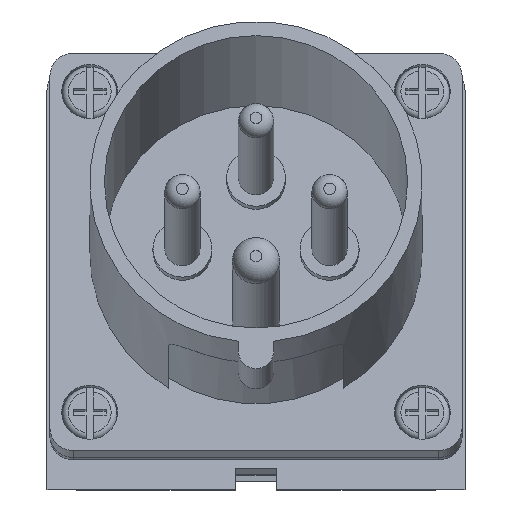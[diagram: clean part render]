
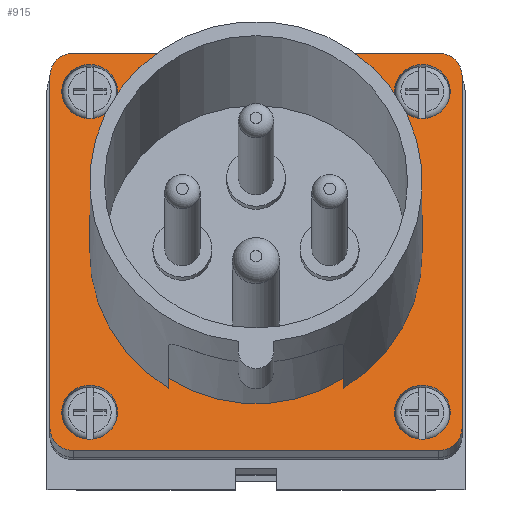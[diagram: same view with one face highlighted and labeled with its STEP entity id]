
A CAD part, top view. The second image highlights one B-rep face of the part: STEP entity #915.
In plain terms, the highlighted face is planar.
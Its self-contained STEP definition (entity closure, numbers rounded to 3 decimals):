
#18 = LINE ( 'NONE', #8381, #2625 ) ;
#120 = FACE_BOUND ( 'NONE', #3023, .T. ) ;
#312 = EDGE_CURVE ( 'NONE', #4070, #4070, #6764, .T. ) ;
#579 = DIRECTION ( 'NONE',  ( 0., 1., 0. ) ) ;
#589 = DIRECTION ( 'NONE',  ( 0., 0., -1. ) ) ;
#617 = AXIS2_PLACEMENT_3D ( 'NONE', #5133, #3511, #589 ) ;
#655 = AXIS2_PLACEMENT_3D ( 'NONE', #3503, #1884, #7835 ) ;
#741 = VERTEX_POINT ( 'NONE', #5790 ) ;
#825 = CARTESIAN_POINT ( 'NONE',  ( -28.25, 5., 23.5 ) ) ;
#900 = PLANE ( 'NONE',  #3751 ) ;
#915 = ADVANCED_FACE ( 'NONE', ( #3821, #7574, #6798, #120, #6848, #9079 ), #900, .F. ) ;
#975 = EDGE_CURVE ( 'NONE', #7936, #5026, #8391, .T. ) ;
#1039 = CARTESIAN_POINT ( 'NONE',  ( -35., 5., -35. ) ) ;
#1045 = ORIENTED_EDGE ( 'NONE', *, *, #3924, .F. ) ;
#1084 = DIRECTION ( 'NONE',  ( 0., 0., -1. ) ) ;
#1096 = VERTEX_POINT ( 'NONE', #4144 ) ;
#1319 = CARTESIAN_POINT ( 'NONE',  ( 28.25, 5., 28.25 ) ) ;
#1348 = EDGE_LOOP ( 'NONE', ( #1045, #4437, #6055, #5182 ) ) ;
#1436 = EDGE_CURVE ( 'NONE', #5026, #741, #8608, .T. ) ;
#1443 = VERTEX_POINT ( 'NONE', #9128 ) ;
#1515 = DIRECTION ( 'NONE',  ( 0., 0., -1. ) ) ;
#1522 = CARTESIAN_POINT ( 'NONE',  ( 35., 5., -35. ) ) ;
#1773 = ORIENTED_EDGE ( 'NONE', *, *, #7121, .T. ) ;
#1791 = EDGE_LOOP ( 'NONE', ( #9187 ) ) ;
#1815 = CARTESIAN_POINT ( 'NONE',  ( 31., 5., 31. ) ) ;
#1827 = AXIS2_PLACEMENT_3D ( 'NONE', #1815, #5530, #5351 ) ;
#1849 = VERTEX_POINT ( 'NONE', #9101 ) ;
#1884 = DIRECTION ( 'NONE',  ( 0., 1., 0. ) ) ;
#1978 = CARTESIAN_POINT ( 'NONE',  ( 28.25, 5., -28.25 ) ) ;
#1980 = VECTOR ( 'NONE', #3197, 1000. ) ;
#2168 = EDGE_CURVE ( 'NONE', #8511, #8511, #8128, .T. ) ;
#2179 = VERTEX_POINT ( 'NONE', #6519 ) ;
#2238 = ORIENTED_EDGE ( 'NONE', *, *, #5433, .T. ) ;
#2405 = DIRECTION ( 'NONE',  ( 0., -1., 0. ) ) ;
#2552 = DIRECTION ( 'NONE',  ( 0., 1., 0. ) ) ;
#2572 = DIRECTION ( 'NONE',  ( 0., 1., 0. ) ) ;
#2617 = CARTESIAN_POINT ( 'NONE',  ( -35., 5., -31. ) ) ;
#2625 = VECTOR ( 'NONE', #9109, 1000. ) ;
#2634 = CIRCLE ( 'NONE', #8088, 4. ) ;
#2756 = DIRECTION ( 'NONE',  ( 0., 1., 0. ) ) ;
#3023 = EDGE_LOOP ( 'NONE', ( #4216 ) ) ;
#3145 = CARTESIAN_POINT ( 'NONE',  ( 0., 5., 0. ) ) ;
#3194 = DIRECTION ( 'NONE',  ( 0., 0., 1. ) ) ;
#3197 = DIRECTION ( 'NONE',  ( -1., 0., 0. ) ) ;
#3224 = DIRECTION ( 'NONE',  ( 0., 1., 0. ) ) ;
#3238 = CIRCLE ( 'NONE', #8678, 26.75 ) ;
#3283 = CIRCLE ( 'NONE', #655, 28.25 ) ;
#3387 = CIRCLE ( 'NONE', #5273, 4.75 ) ;
#3404 = LINE ( 'NONE', #8431, #5762 ) ;
#3503 = CARTESIAN_POINT ( 'NONE',  ( 0., 5., 0. ) ) ;
#3511 = DIRECTION ( 'NONE',  ( 0., 1., 0. ) ) ;
#3517 = CARTESIAN_POINT ( 'NONE',  ( -22.233, 5., -14.875 ) ) ;
#3545 = DIRECTION ( 'NONE',  ( 0., 0., 1. ) ) ;
#3603 = CARTESIAN_POINT ( 'NONE',  ( -24.017, 5., -14.875 ) ) ;
#3751 = AXIS2_PLACEMENT_3D ( 'NONE', #3145, #2405, #8347 ) ;
#3765 = EDGE_CURVE ( 'NONE', #7329, #9308, #5232, .T. ) ;
#3821 = FACE_BOUND ( 'NONE', #1791, .T. ) ;
#3924 = EDGE_CURVE ( 'NONE', #5317, #3981, #3283, .T. ) ;
#3981 = VERTEX_POINT ( 'NONE', #3603 ) ;
#3984 = EDGE_CURVE ( 'NONE', #3981, #4727, #7213, .T. ) ;
#4070 = VERTEX_POINT ( 'NONE', #9438 ) ;
#4082 = VECTOR ( 'NONE', #8562, 1000. ) ;
#4144 = CARTESIAN_POINT ( 'NONE',  ( -28.25, 5., -23.5 ) ) ;
#4216 = ORIENTED_EDGE ( 'NONE', *, *, #8971, .F. ) ;
#4271 = CARTESIAN_POINT ( 'NONE',  ( -28.25, 5., 28.25 ) ) ;
#4437 = ORIENTED_EDGE ( 'NONE', *, *, #9031, .T. ) ;
#4488 = CIRCLE ( 'NONE', #1827, 4. ) ;
#4520 = CIRCLE ( 'NONE', #7181, 4.75 ) ;
#4592 = DIRECTION ( 'NONE',  ( 0., 0., -1. ) ) ;
#4600 = EDGE_LOOP ( 'NONE', ( #5253 ) ) ;
#4714 = CARTESIAN_POINT ( 'NONE',  ( 35., 5., -35. ) ) ;
#4727 = VERTEX_POINT ( 'NONE', #3517 ) ;
#4912 = DIRECTION ( 'NONE',  ( 0., 0., -1. ) ) ;
#5026 = VERTEX_POINT ( 'NONE', #5898 ) ;
#5049 = CARTESIAN_POINT ( 'NONE',  ( 31., 5., -31. ) ) ;
#5133 = CARTESIAN_POINT ( 'NONE',  ( -31., 5., -31. ) ) ;
#5143 = CIRCLE ( 'NONE', #617, 4. ) ;
#5182 = ORIENTED_EDGE ( 'NONE', *, *, #3984, .F. ) ;
#5191 = ORIENTED_EDGE ( 'NONE', *, *, #6137, .T. ) ;
#5218 = EDGE_CURVE ( 'NONE', #9179, #9179, #3387, .T. ) ;
#5232 = LINE ( 'NONE', #1522, #5334 ) ;
#5253 = ORIENTED_EDGE ( 'NONE', *, *, #312, .F. ) ;
#5273 = AXIS2_PLACEMENT_3D ( 'NONE', #4271, #2756, #4912 ) ;
#5317 = VERTEX_POINT ( 'NONE', #8847 ) ;
#5334 = VECTOR ( 'NONE', #4592, 1000. ) ;
#5351 = DIRECTION ( 'NONE',  ( 0., 0., -1. ) ) ;
#5428 = EDGE_CURVE ( 'NONE', #4727, #2179, #3238, .T. ) ;
#5433 = EDGE_CURVE ( 'NONE', #1443, #7329, #4488, .T. ) ;
#5530 = DIRECTION ( 'NONE',  ( 0., 1., 0. ) ) ;
#5573 = EDGE_CURVE ( 'NONE', #1849, #6375, #7543, .T. ) ;
#5762 = VECTOR ( 'NONE', #7735, 1000. ) ;
#5790 = CARTESIAN_POINT ( 'NONE',  ( -31., 5., 35. ) ) ;
#5804 = ORIENTED_EDGE ( 'NONE', *, *, #2168, .F. ) ;
#5857 = CARTESIAN_POINT ( 'NONE',  ( -31., 5., -35. ) ) ;
#5898 = CARTESIAN_POINT ( 'NONE',  ( -35., 5., 31. ) ) ;
#5970 = DIRECTION ( 'NONE',  ( 0., 0., -1. ) ) ;
#5979 = AXIS2_PLACEMENT_3D ( 'NONE', #8087, #6636, #1515 ) ;
#6055 = ORIENTED_EDGE ( 'NONE', *, *, #5428, .F. ) ;
#6137 = EDGE_CURVE ( 'NONE', #741, #1443, #18, .T. ) ;
#6138 = AXIS2_PLACEMENT_3D ( 'NONE', #1978, #3224, #1084 ) ;
#6252 = ORIENTED_EDGE ( 'NONE', *, *, #6395, .T. ) ;
#6375 = VERTEX_POINT ( 'NONE', #5857 ) ;
#6395 = EDGE_CURVE ( 'NONE', #6375, #7936, #5143, .T. ) ;
#6519 = CARTESIAN_POINT ( 'NONE',  ( -22.233, 5., 14.875 ) ) ;
#6636 = DIRECTION ( 'NONE',  ( 0., 1., 0. ) ) ;
#6764 = CIRCLE ( 'NONE', #6138, 4.75 ) ;
#6798 = FACE_BOUND ( 'NONE', #4600, .T. ) ;
#6848 = FACE_BOUND ( 'NONE', #1348, .T. ) ;
#6878 = VECTOR ( 'NONE', #7070, 1000. ) ;
#6949 = CARTESIAN_POINT ( 'NONE',  ( 35., 5., -31. ) ) ;
#7050 = CARTESIAN_POINT ( 'NONE',  ( 28.25, 5., 33. ) ) ;
#7069 = ORIENTED_EDGE ( 'NONE', *, *, #1436, .T. ) ;
#7070 = DIRECTION ( 'NONE',  ( 0., 0., 1. ) ) ;
#7102 = DIRECTION ( 'NONE',  ( 0., 0., 1. ) ) ;
#7121 = EDGE_CURVE ( 'NONE', #9308, #1849, #2634, .T. ) ;
#7154 = CARTESIAN_POINT ( 'NONE',  ( 0., 5., -14.875 ) ) ;
#7175 = EDGE_LOOP ( 'NONE', ( #5804 ) ) ;
#7181 = AXIS2_PLACEMENT_3D ( 'NONE', #7838, #2572, #7102 ) ;
#7213 = LINE ( 'NONE', #7154, #4082 ) ;
#7329 = VERTEX_POINT ( 'NONE', #9111 ) ;
#7543 = LINE ( 'NONE', #4714, #1980 ) ;
#7574 = FACE_BOUND ( 'NONE', #7175, .T. ) ;
#7708 = ORIENTED_EDGE ( 'NONE', *, *, #5573, .T. ) ;
#7735 = DIRECTION ( 'NONE',  ( 1., 0., 0. ) ) ;
#7759 = EDGE_LOOP ( 'NONE', ( #7932, #7069, #5191, #2238, #8159, #1773, #7708, #6252 ) ) ;
#7835 = DIRECTION ( 'NONE',  ( 0., 0., -1. ) ) ;
#7838 = CARTESIAN_POINT ( 'NONE',  ( -28.25, 5., -28.25 ) ) ;
#7932 = ORIENTED_EDGE ( 'NONE', *, *, #975, .T. ) ;
#7936 = VERTEX_POINT ( 'NONE', #2617 ) ;
#8087 = CARTESIAN_POINT ( 'NONE',  ( -31., 5., 31. ) ) ;
#8088 = AXIS2_PLACEMENT_3D ( 'NONE', #5049, #8930, #5970 ) ;
#8128 = CIRCLE ( 'NONE', #9360, 4.75 ) ;
#8159 = ORIENTED_EDGE ( 'NONE', *, *, #3765, .T. ) ;
#8347 = DIRECTION ( 'NONE',  ( 0., 0., -1. ) ) ;
#8381 = CARTESIAN_POINT ( 'NONE',  ( 35., 5., 35. ) ) ;
#8391 = LINE ( 'NONE', #1039, #6878 ) ;
#8431 = CARTESIAN_POINT ( 'NONE',  ( 0., 5., 14.875 ) ) ;
#8498 = CARTESIAN_POINT ( 'NONE',  ( 0., 5., 0. ) ) ;
#8511 = VERTEX_POINT ( 'NONE', #7050 ) ;
#8562 = DIRECTION ( 'NONE',  ( 1., 0., 0. ) ) ;
#8608 = CIRCLE ( 'NONE', #5979, 4. ) ;
#8678 = AXIS2_PLACEMENT_3D ( 'NONE', #8498, #2552, #3194 ) ;
#8847 = CARTESIAN_POINT ( 'NONE',  ( -24.017, 5., 14.875 ) ) ;
#8930 = DIRECTION ( 'NONE',  ( 0., 1., 0. ) ) ;
#8971 = EDGE_CURVE ( 'NONE', #1096, #1096, #4520, .T. ) ;
#9031 = EDGE_CURVE ( 'NONE', #5317, #2179, #3404, .T. ) ;
#9079 = FACE_OUTER_BOUND ( 'NONE', #7759, .T. ) ;
#9101 = CARTESIAN_POINT ( 'NONE',  ( 31., 5., -35. ) ) ;
#9109 = DIRECTION ( 'NONE',  ( 1., 0., 0. ) ) ;
#9111 = CARTESIAN_POINT ( 'NONE',  ( 35., 5., 31. ) ) ;
#9128 = CARTESIAN_POINT ( 'NONE',  ( 31., 5., 35. ) ) ;
#9179 = VERTEX_POINT ( 'NONE', #825 ) ;
#9187 = ORIENTED_EDGE ( 'NONE', *, *, #5218, .F. ) ;
#9308 = VERTEX_POINT ( 'NONE', #6949 ) ;
#9360 = AXIS2_PLACEMENT_3D ( 'NONE', #1319, #579, #3545 ) ;
#9438 = CARTESIAN_POINT ( 'NONE',  ( 28.25, 5., -33. ) ) ;
